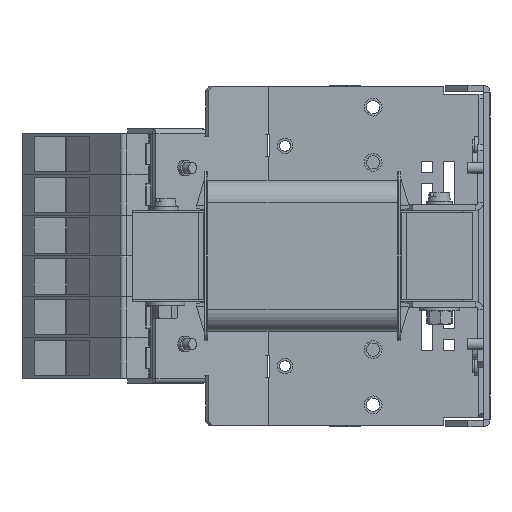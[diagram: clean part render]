
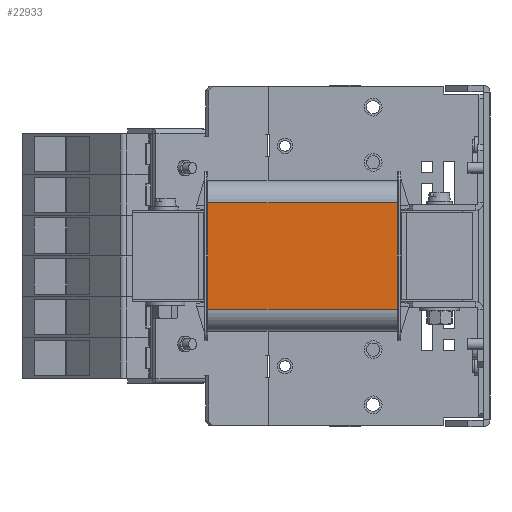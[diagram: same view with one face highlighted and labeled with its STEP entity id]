
A CAD part, left-side view. The second image highlights one B-rep face of the part: STEP entity #22933.
In plain terms, the highlighted planar face has unit normal (-1, 0, 0).
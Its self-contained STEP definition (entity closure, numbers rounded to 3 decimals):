
#3117 = CARTESIAN_POINT ( 'NONE',  ( -28.8, 0., 34.25 ) ) ;
#3496 = DIRECTION ( 'NONE',  ( 0., 1., 0. ) ) ;
#3536 = VECTOR ( 'NONE', #27259, 1000. ) ;
#3820 = VERTEX_POINT ( 'NONE', #22412 ) ;
#4401 = EDGE_CURVE ( 'NONE', #39932, #45638, #44876, .T. ) ;
#4678 = CARTESIAN_POINT ( 'NONE',  ( -28.8, 0., 24.25 ) ) ;
#5117 = DIRECTION ( 'NONE',  ( 0., 0., 1. ) ) ;
#5511 = CARTESIAN_POINT ( 'NONE',  ( -28.8, 86.2, 34.25 ) ) ;
#5556 = ORIENTED_EDGE ( 'NONE', *, *, #46919, .T. ) ;
#6819 = CARTESIAN_POINT ( 'NONE',  ( -28.8, 0., -24.25 ) ) ;
#9738 = DIRECTION ( 'NONE',  ( 1., 0., 0. ) ) ;
#10658 = VECTOR ( 'NONE', #5117, 1000. ) ;
#11983 = LINE ( 'NONE', #33470, #10658 ) ;
#12563 = VECTOR ( 'NONE', #32607, 1000. ) ;
#19803 = EDGE_CURVE ( 'NONE', #3820, #31415, #11983, .T. ) ;
#21246 = EDGE_CURVE ( 'NONE', #45638, #31415, #26410, .T. ) ;
#22412 = CARTESIAN_POINT ( 'NONE',  ( -28.8, 86.2, -24.25 ) ) ;
#22933 = ADVANCED_FACE ( 'NONE', ( #41894 ), #30743, .F. ) ;
#26410 = LINE ( 'NONE', #32980, #47517 ) ;
#27259 = DIRECTION ( 'NONE',  ( 0., -1., 0. ) ) ;
#27440 = CARTESIAN_POINT ( 'NONE',  ( -28.8, 86.2, -24.25 ) ) ;
#28148 = ORIENTED_EDGE ( 'NONE', *, *, #4401, .T. ) ;
#30743 = PLANE ( 'NONE',  #47754 ) ;
#31415 = VERTEX_POINT ( 'NONE', #52687 ) ;
#32607 = DIRECTION ( 'NONE',  ( 0., 0., 1. ) ) ;
#32980 = CARTESIAN_POINT ( 'NONE',  ( -28.8, 86.2, 24.25 ) ) ;
#33470 = CARTESIAN_POINT ( 'NONE',  ( -28.8, 86.2, 34.25 ) ) ;
#36498 = ORIENTED_EDGE ( 'NONE', *, *, #21246, .T. ) ;
#39237 = DIRECTION ( 'NONE',  ( 0., 0., -1. ) ) ;
#39932 = VERTEX_POINT ( 'NONE', #6819 ) ;
#41894 = FACE_OUTER_BOUND ( 'NONE', #52128, .T. ) ;
#44876 = LINE ( 'NONE', #3117, #12563 ) ;
#45638 = VERTEX_POINT ( 'NONE', #4678 ) ;
#46919 = EDGE_CURVE ( 'NONE', #3820, #39932, #47072, .T. ) ;
#47072 = LINE ( 'NONE', #27440, #3536 ) ;
#47517 = VECTOR ( 'NONE', #3496, 1000. ) ;
#47754 = AXIS2_PLACEMENT_3D ( 'NONE', #5511, #9738, #39237 ) ;
#48652 = ORIENTED_EDGE ( 'NONE', *, *, #19803, .F. ) ;
#52128 = EDGE_LOOP ( 'NONE', ( #48652, #5556, #28148, #36498 ) ) ;
#52687 = CARTESIAN_POINT ( 'NONE',  ( -28.8, 86.2, 24.25 ) ) ;
